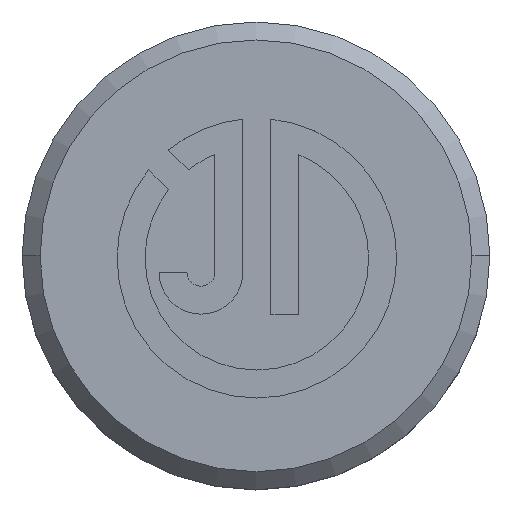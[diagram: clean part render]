
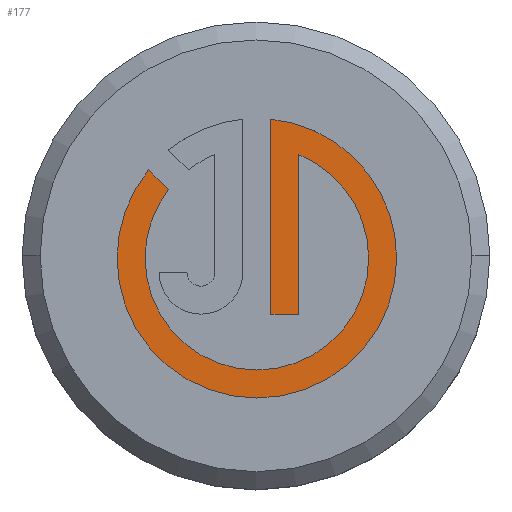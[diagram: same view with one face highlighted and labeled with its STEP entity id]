
A CAD part, top view. The second image highlights one B-rep face of the part: STEP entity #177.
In plain terms, the highlighted planar face has unit normal (0, 0, 1).
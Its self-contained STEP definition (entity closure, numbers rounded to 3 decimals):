
#2 = CARTESIAN_POINT ( 'NONE',  ( 0.413, 3.799, 99.9 ) ) ;
#3 = CARTESIAN_POINT ( 'NONE',  ( 1.19, 0., 99.9 ) ) ;
#29 = CARTESIAN_POINT ( 'NONE',  ( 0.025, -0.066, 99.9 ) ) ;
#57 = CIRCLE ( 'NONE', #1954, 3.108 ) ;
#96 = DIRECTION ( 'NONE',  ( 1., 0., 0. ) ) ;
#121 = VERTEX_POINT ( 'NONE', #2230 ) ;
#124 = VERTEX_POINT ( 'NONE', #1118 ) ;
#142 = LINE ( 'NONE', #434, #1032 ) ;
#177 = ADVANCED_FACE ( 'NONE', ( #1422 ), #2060, .T. ) ;
#179 = EDGE_CURVE ( 'NONE', #1283, #121, #1477, .T. ) ;
#205 = CARTESIAN_POINT ( 'NONE',  ( 0.025, -0.066, 99.9 ) ) ;
#218 = DIRECTION ( 'NONE',  ( 1., 0., 0. ) ) ;
#248 = EDGE_CURVE ( 'NONE', #124, #499, #2284, .T. ) ;
#262 = CARTESIAN_POINT ( 'NONE',  ( 0.413, 0., 99.9 ) ) ;
#329 = EDGE_LOOP ( 'NONE', ( #1748, #2127, #2091, #1792, #1668, #1350, #857, #2184, #1857, #547 ) ) ;
#336 = CARTESIAN_POINT ( 'NONE',  ( 0.025, -0.066, 99.9 ) ) ;
#337 = DIRECTION ( 'NONE',  ( 0., 0., -1. ) ) ;
#360 = EDGE_CURVE ( 'NONE', #1591, #1359, #1191, .T. ) ;
#404 = DIRECTION ( 'NONE',  ( 0., 0., 1. ) ) ;
#406 = DIRECTION ( 'NONE',  ( 1., 0., 0. ) ) ;
#434 = CARTESIAN_POINT ( 'NONE',  ( -2.431, 1.839, 99.9 ) ) ;
#499 = VERTEX_POINT ( 'NONE', #2 ) ;
#522 = DIRECTION ( 'NONE',  ( -1., 0., 0. ) ) ;
#547 = ORIENTED_EDGE ( 'NONE', *, *, #1023, .T. ) ;
#581 = CARTESIAN_POINT ( 'NONE',  ( 0., 0., 99.9 ) ) ;
#651 = VERTEX_POINT ( 'NONE', #1003 ) ;
#681 = CARTESIAN_POINT ( 'NONE',  ( 0., -1.62, 99.9 ) ) ;
#703 = CARTESIAN_POINT ( 'NONE',  ( -2.431, 1.839, 99.9 ) ) ;
#774 = AXIS2_PLACEMENT_3D ( 'NONE', #205, #1523, #406 ) ;
#786 = CIRCLE ( 'NONE', #774, 3.885 ) ;
#820 = VECTOR ( 'NONE', #1408, 1000. ) ;
#856 = CARTESIAN_POINT ( 'NONE',  ( -2.983, 2.392, 99.9 ) ) ;
#857 = ORIENTED_EDGE ( 'NONE', *, *, #248, .T. ) ;
#965 = DIRECTION ( 'NONE',  ( 1., 0., 0. ) ) ;
#1003 = CARTESIAN_POINT ( 'NONE',  ( 3.132, -0.066, 99.9 ) ) ;
#1005 = AXIS2_PLACEMENT_3D ( 'NONE', #336, #1644, #522 ) ;
#1023 = EDGE_CURVE ( 'NONE', #2359, #2335, #2196, .T. ) ;
#1032 = VECTOR ( 'NONE', #1735, 1000. ) ;
#1038 = VERTEX_POINT ( 'NONE', #1148 ) ;
#1045 = CARTESIAN_POINT ( 'NONE',  ( 0.025, -0.066, 99.9 ) ) ;
#1082 = AXIS2_PLACEMENT_3D ( 'NONE', #1045, #2345, #1240 ) ;
#1118 = CARTESIAN_POINT ( 'NONE',  ( 3.909, -0.066, 99.9 ) ) ;
#1148 = CARTESIAN_POINT ( 'NONE',  ( 0.413, -1.62, 99.9 ) ) ;
#1165 = VECTOR ( 'NONE', #1878, 1000. ) ;
#1191 = CIRCLE ( 'NONE', #1082, 3.108 ) ;
#1208 = EDGE_CURVE ( 'NONE', #499, #1038, #1737, .T. ) ;
#1238 = CARTESIAN_POINT ( 'NONE',  ( 1.19, 2.815, 99.9 ) ) ;
#1240 = DIRECTION ( 'NONE',  ( -1., 0., 0. ) ) ;
#1266 = AXIS2_PLACEMENT_3D ( 'NONE', #1521, #404, #1709 ) ;
#1283 = VERTEX_POINT ( 'NONE', #856 ) ;
#1350 = ORIENTED_EDGE ( 'NONE', *, *, #1442, .T. ) ;
#1359 = VERTEX_POINT ( 'NONE', #703 ) ;
#1364 = DIRECTION ( 'NONE',  ( 0., 0., 1. ) ) ;
#1408 = DIRECTION ( 'NONE',  ( 0., -1., 0. ) ) ;
#1422 = FACE_OUTER_BOUND ( 'NONE', #329, .T. ) ;
#1442 = EDGE_CURVE ( 'NONE', #121, #124, #786, .T. ) ;
#1469 = CARTESIAN_POINT ( 'NONE',  ( 0.025, -0.066, 99.9 ) ) ;
#1477 = CIRCLE ( 'NONE', #1266, 3.885 ) ;
#1496 = EDGE_CURVE ( 'NONE', #1359, #1283, #142, .T. ) ;
#1517 = DIRECTION ( 'NONE',  ( 0., 0., 1. ) ) ;
#1521 = CARTESIAN_POINT ( 'NONE',  ( 0.025, -0.066, 99.9 ) ) ;
#1523 = DIRECTION ( 'NONE',  ( 0., 0., 1. ) ) ;
#1524 = VECTOR ( 'NONE', #96, 1000. ) ;
#1591 = VERTEX_POINT ( 'NONE', #2111 ) ;
#1644 = DIRECTION ( 'NONE',  ( 0., 0., -1. ) ) ;
#1645 = DIRECTION ( 'NONE',  ( -1., 0., 0. ) ) ;
#1668 = ORIENTED_EDGE ( 'NONE', *, *, #179, .T. ) ;
#1695 = EDGE_CURVE ( 'NONE', #651, #1591, #57, .T. ) ;
#1709 = DIRECTION ( 'NONE',  ( 1., 0., 0. ) ) ;
#1735 = DIRECTION ( 'NONE',  ( -0.707, 0.707, 0. ) ) ;
#1737 = LINE ( 'NONE', #262, #820 ) ;
#1748 = ORIENTED_EDGE ( 'NONE', *, *, #2017, .T. ) ;
#1792 = ORIENTED_EDGE ( 'NONE', *, *, #1496, .T. ) ;
#1798 = CARTESIAN_POINT ( 'NONE',  ( 1.19, -1.62, 99.9 ) ) ;
#1857 = ORIENTED_EDGE ( 'NONE', *, *, #2319, .T. ) ;
#1878 = DIRECTION ( 'NONE',  ( 0., 1., 0. ) ) ;
#1954 = AXIS2_PLACEMENT_3D ( 'NONE', #1469, #337, #1645 ) ;
#1991 = AXIS2_PLACEMENT_3D ( 'NONE', #581, #1517, #965 ) ;
#1996 = LINE ( 'NONE', #681, #1524 ) ;
#2017 = EDGE_CURVE ( 'NONE', #2335, #651, #2101, .T. ) ;
#2060 = PLANE ( 'NONE',  #1991 ) ;
#2091 = ORIENTED_EDGE ( 'NONE', *, *, #360, .T. ) ;
#2101 = CIRCLE ( 'NONE', #1005, 3.108 ) ;
#2111 = CARTESIAN_POINT ( 'NONE',  ( -3.083, -0.066, 99.9 ) ) ;
#2127 = ORIENTED_EDGE ( 'NONE', *, *, #1695, .T. ) ;
#2184 = ORIENTED_EDGE ( 'NONE', *, *, #1208, .T. ) ;
#2196 = LINE ( 'NONE', #3, #1165 ) ;
#2230 = CARTESIAN_POINT ( 'NONE',  ( -3.86, -0.066, 99.9 ) ) ;
#2284 = CIRCLE ( 'NONE', #2372, 3.885 ) ;
#2319 = EDGE_CURVE ( 'NONE', #1038, #2359, #1996, .T. ) ;
#2335 = VERTEX_POINT ( 'NONE', #1238 ) ;
#2345 = DIRECTION ( 'NONE',  ( 0., 0., -1. ) ) ;
#2359 = VERTEX_POINT ( 'NONE', #1798 ) ;
#2372 = AXIS2_PLACEMENT_3D ( 'NONE', #29, #1364, #218 ) ;
